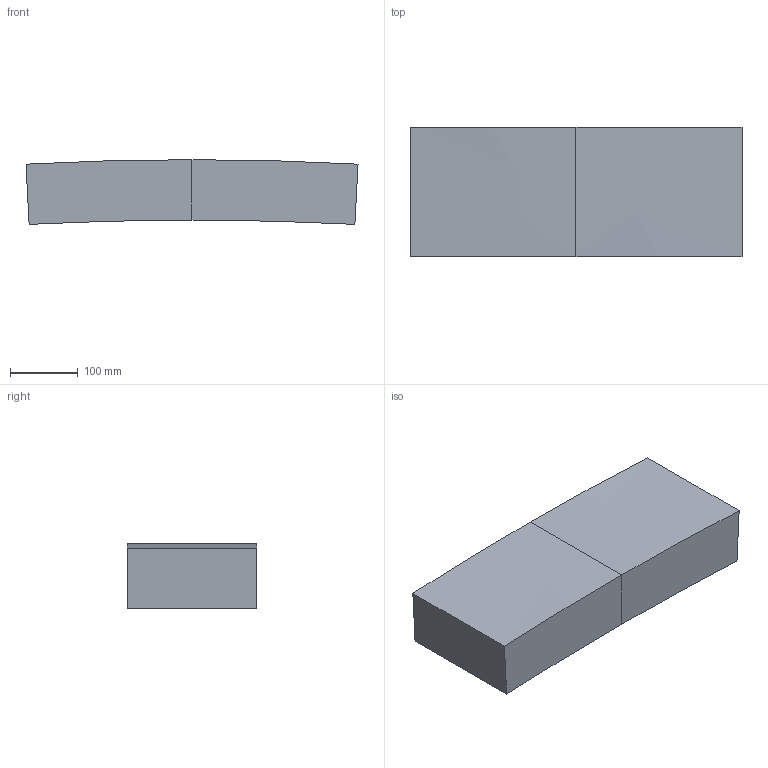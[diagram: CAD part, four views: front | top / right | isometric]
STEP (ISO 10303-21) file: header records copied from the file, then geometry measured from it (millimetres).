
FILE_DESCRIPTION(/* description */ (''),/* implementation_level */ '2;1');
FILE_NAME(/* name */ 'M -1.step',/* time_stamp */ '2022-03-07T15:19:10-06:00',/* author */ (''),/* organization */ (''),/* preprocessor_version */ 'ST-DEVELOPER v18.1',/* originating_system */ 'Autodesk Translation Framework v10.13.0.1454',/* authorisation */ '');
FILE_SCHEMA (('AUTOMOTIVE_DESIGN { 1 0 10303 214 3 1 1 }'));
Length unit declared in the file: inch
Products named in the file (1): M -1
Bounding box: 488.31 x 190.5 x 95.07 mm (x, y, z)
Volume: 8187354.2 mm3; surface area: 304096.5 mm2
Topology: 1 solids, 1 shells, 11 faces, 23 edges, 14 vertices
Faces by surface type: bspline 8, plane 3
Entity records: 770 total; most frequent: CARTESIAN_POINT 559, ORIENTED_EDGE 46, EDGE_CURVE 23, B_SPLINE_CURVE_WITH_KNOTS 18, VERTEX_POINT 14, DIRECTION 13, FACE_OUTER_BOUND 11, EDGE_LOOP 11
